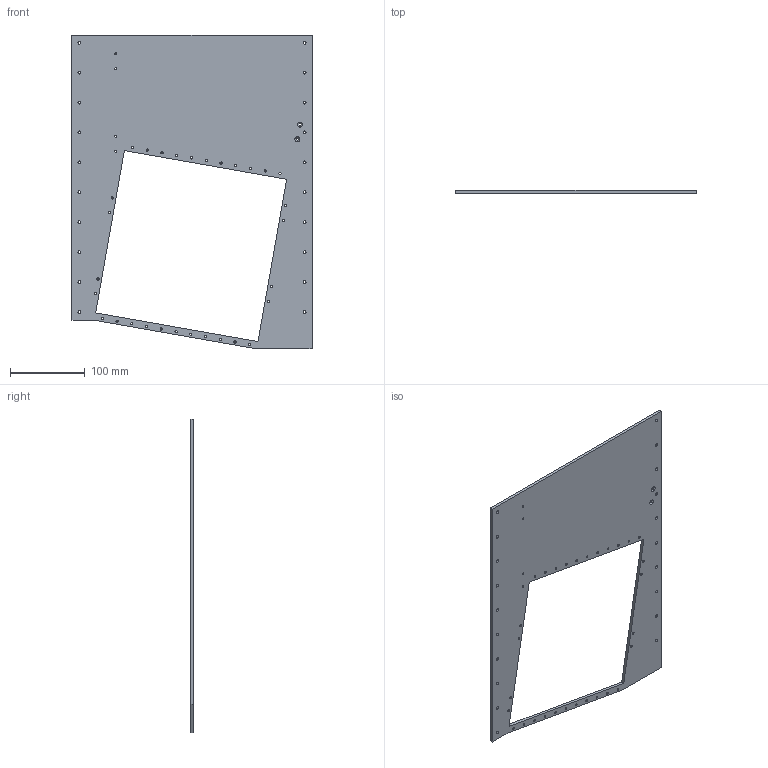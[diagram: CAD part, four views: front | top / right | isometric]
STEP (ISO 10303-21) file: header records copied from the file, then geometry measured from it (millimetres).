
FILE_DESCRIPTION (( 'STEP AP214' ), '1' );
FILE_NAME ('【1】斜岛底板.step', '2024-04-30T16:50:20', ( '' ), ( '' ), 'SwSTEP 2.0', 'SolidWorks 2023', '' );
FILE_SCHEMA (( 'AUTOMOTIVE_DESIGN' ));
Length unit declared in the file: millimetre
Products named in the file (1): 【1】斜岛底板
Bounding box: 320.53 x 4 x 418.93 mm (x, y, z)
Volume: 320301.2 mm3; surface area: 171825.3 mm2
Topology: 1 solids, 1 shells, 128 faces, 374 edges, 248 vertices
Faces by surface type: cylinder 112, plane 12, cone 4
Entity records: 4625 total; most frequent: DIRECTION 860, CARTESIAN_POINT 751, ORIENTED_EDGE 748, EDGE_CURVE 374, AXIS2_PLACEMENT_3D 357, VERTEX_POINT 248, EDGE_LOOP 242, CIRCLE 228
